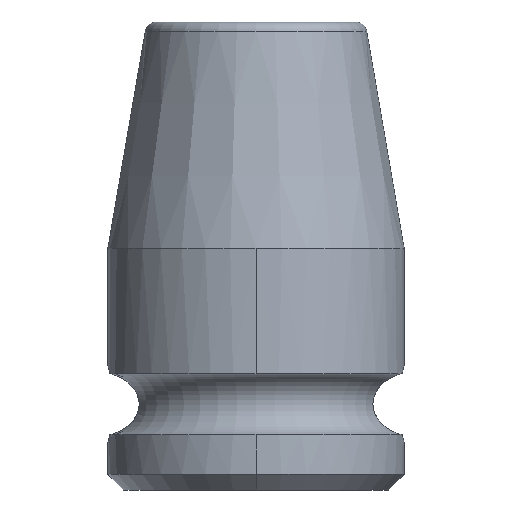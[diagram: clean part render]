
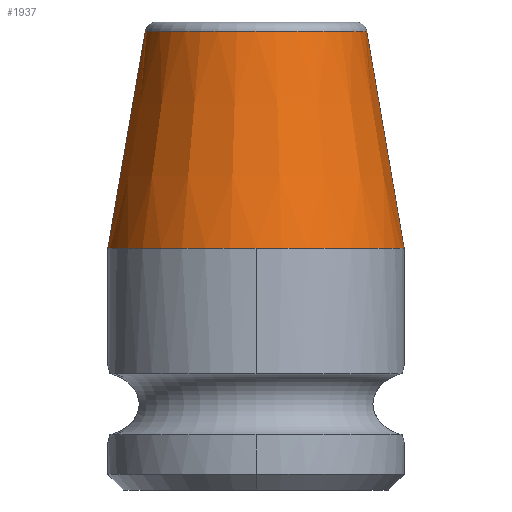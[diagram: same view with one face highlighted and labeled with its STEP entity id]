
A CAD part, left-side view. The second image highlights one B-rep face of the part: STEP entity #1937.
In plain terms, the highlighted conical face has half-angle 9.782 degrees and reference radius 8.3 mm.
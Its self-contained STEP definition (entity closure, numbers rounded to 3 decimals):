
#184=CARTESIAN_POINT('',(0.,0.,15.5));
#185=DIRECTION('',(0.,0.,1.));
#186=DIRECTION('',(0.,1.,0.));
#187=AXIS2_PLACEMENT_3D('',#184,#185,#186);
#356=CARTESIAN_POINT('',(0.,0.,15.5));
#357=DIRECTION('',(0.,0.,1.));
#358=DIRECTION('',(-1.,0.,0.));
#359=AXIS2_PLACEMENT_3D('',#356,#357,#358);
#896=DIRECTION('',(0.,0.17,-0.985));
#897=VECTOR('',#896,14.124);
#898=CARTESIAN_POINT('',(0.,7.1,
29.419));
#899=LINE('',#898,#897);
#900=DIRECTION('',(0.,-0.17,-0.985));
#901=VECTOR('',#900,14.124);
#902=CARTESIAN_POINT('',(0.,-7.1,
29.419));
#903=LINE('',#902,#901);
#904=CARTESIAN_POINT('',(0.,0.,29.419));
#905=DIRECTION('',(0.,0.,1.));
#906=DIRECTION('',(0.,1.,0.));
#907=AXIS2_PLACEMENT_3D('',#904,#905,#906);
#1065=CARTESIAN_POINT('',(0.,9.5,15.5));
#1066=CARTESIAN_POINT('',(-9.5,0.,15.5));
#1067=VERTEX_POINT('',#1065);
#1068=VERTEX_POINT('',#1066);
#1069=CARTESIAN_POINT('',(0.,-9.5,15.5));
#1070=VERTEX_POINT('',#1069);
#1077=CARTESIAN_POINT('',(0.,7.1,29.419));
#1078=CARTESIAN_POINT('',(0.,-7.1,29.419));
#1079=VERTEX_POINT('',#1077);
#1080=VERTEX_POINT('',#1078);
#1925=CARTESIAN_POINT('',(0.,0.,22.459));
#1926=DIRECTION('',(0.,0.,-1.));
#1927=DIRECTION('',(0.,-1.,0.));
#1928=AXIS2_PLACEMENT_3D('',#1925,#1926,#1927);
#1929=CONICAL_SURFACE('',#1928,8.3,9.782);
#1930=ORIENTED_EDGE('',*,*,#1890,.T.);
#1931=ORIENTED_EDGE('',*,*,#1920,.T.);
#1932=ORIENTED_EDGE('',*,*,#1270,.F.);
#1933=ORIENTED_EDGE('',*,*,#1203,.F.);
#1934=ORIENTED_EDGE('',*,*,#1916,.F.);
#1935=EDGE_LOOP('',(#1930,#1931,#1932,#1933,#1934));
#1936=FACE_OUTER_BOUND('',#1935,.F.);
#1937=ADVANCED_FACE('',(#1936),#1929,.T.);
#188=CIRCLE('',#187,9.5);
#360=CIRCLE('',#359,9.5);
#908=CIRCLE('',#907,7.1);
#1203=EDGE_CURVE('',#1067,#1068,#188,.T.);
#1270=EDGE_CURVE('',#1068,#1070,#360,.T.);
#1890=EDGE_CURVE('',#1079,#1080,#908,.T.);
#1916=EDGE_CURVE('',#1079,#1067,#899,.T.);
#1920=EDGE_CURVE('',#1080,#1070,#903,.T.);
